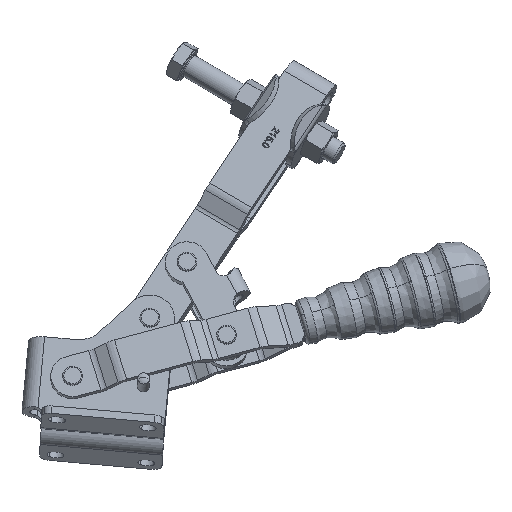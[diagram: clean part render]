
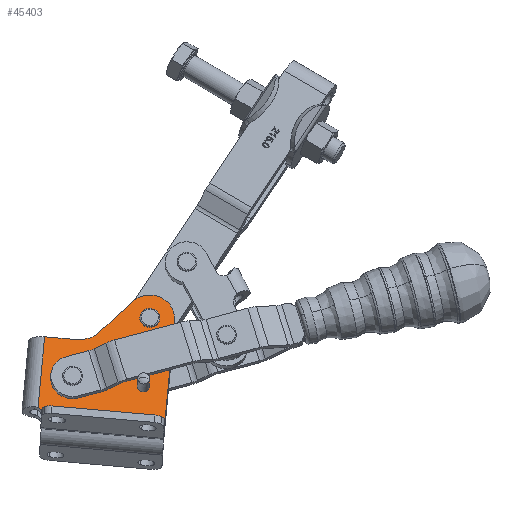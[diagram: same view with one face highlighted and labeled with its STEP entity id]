
A CAD part, front view. The second image highlights one B-rep face of the part: STEP entity #45403.
In plain terms, the highlighted planar face has unit normal (0.016, -0.935, 0.354).
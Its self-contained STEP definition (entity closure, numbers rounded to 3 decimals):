
#2499=CARTESIAN_POINT('',(-58.971,-51.769,73.163));
#2500=VERTEX_POINT('',#2499);
#2516=CARTESIAN_POINT('',(-52.972,-51.703,73.069));
#2517=VERTEX_POINT('',#2516);
#2524=CARTESIAN_POINT('',(-58.96,-51.687,73.378));
#2525=VERTEX_POINT('',#2524);
#2526=CARTESIAN_POINT('',(-55.972,-51.736,73.116));
#2527=DIRECTION('',(-0.016,0.935,-0.355));
#2528=DIRECTION('',(0.996,-0.016,-0.088));
#2529=AXIS2_PLACEMENT_3D('',#2526,#2527,#2528);
#2530=CIRCLE('',#2529,3.);
#2531=EDGE_CURVE('',#2525,#2517,#2530,.T.);
#2533=CARTESIAN_POINT('',(-55.972,-51.736,73.116));
#2534=DIRECTION('',(-0.016,0.935,-0.355));
#2535=DIRECTION('',(0.996,-0.016,-0.088));
#2536=AXIS2_PLACEMENT_3D('',#2533,#2534,#2535);
#2537=CIRCLE('',#2536,3.);
#2538=EDGE_CURVE('',#2500,#2525,#2537,.T.);
#3509=CARTESIAN_POINT('',(-97.03,-54.288,68.209));
#3510=VERTEX_POINT('',#3509);
#3519=CARTESIAN_POINT('',(-88.662,-54.489,67.306));
#3520=VERTEX_POINT('',#3519);
#3521=CARTESIAN_POINT('',(-91.741,-50.791,77.197));
#3522=DIRECTION('',(-0.016,0.935,-0.355));
#3523=DIRECTION('',(-0.481,-0.318,-0.817));
#3524=AXIS2_PLACEMENT_3D('',#3521,#3522,#3523);
#3525=CIRCLE('',#3524,11.);
#3526=EDGE_CURVE('',#3520,#3510,#3525,.T.);
#5284=CARTESIAN_POINT('',(-83.363,-42.954,97.492));
#5285=VERTEX_POINT('',#5284);
#5294=CARTESIAN_POINT('',(-77.885,-41.638,100.721));
#5295=VERTEX_POINT('',#5294);
#5296=CARTESIAN_POINT('',(-88.485,-38.031,110.703));
#5297=DIRECTION('',(0.016,-0.935,0.355));
#5298=DIRECTION('',(0.342,-0.328,-0.881));
#5299=AXIS2_PLACEMENT_3D('',#5296,#5297,#5298);
#5300=CIRCLE('',#5299,15.);
#5301=EDGE_CURVE('',#5285,#5295,#5300,.T.);
#5679=CARTESIAN_POINT('',(-107.947,-56.991,61.565));
#5680=VERTEX_POINT('',#5679);
#5689=CARTESIAN_POINT('',(-109.147,-56.665,62.477));
#5690=VERTEX_POINT('',#5689);
#5691=CARTESIAN_POINT('',(-111.012,-57.947,59.179));
#5692=DIRECTION('',(0.016,-0.935,0.355));
#5693=DIRECTION('',(0.766,0.239,0.596));
#5694=AXIS2_PLACEMENT_3D('',#5691,#5692,#5693);
#5695=CIRCLE('',#5694,4.0);
#5696=EDGE_CURVE('',#5680,#5690,#5695,.T.);
#8268=CARTESIAN_POINT('',(-57.404,-38.061,109.245));
#8269=VERTEX_POINT('',#8268);
#8294=CARTESIAN_POINT('',(-48.055,-39.18,105.877));
#8295=VERTEX_POINT('',#8294);
#8302=CARTESIAN_POINT('',(-52.729,-38.62,107.561));
#8303=DIRECTION('',(-0.016,0.935,-0.355));
#8304=DIRECTION('',(-0.935,0.112,0.337));
#8305=AXIS2_PLACEMENT_3D('',#8302,#8303,#8304);
#8306=CIRCLE('',#8305,5.);
#8307=EDGE_CURVE('',#8269,#8295,#8306,.T.);
#27780=CARTESIAN_POINT('',(-52.729,-38.62,107.561));
#27781=DIRECTION('',(-0.016,0.935,-0.355));
#27782=DIRECTION('',(-0.935,0.112,0.337));
#27783=AXIS2_PLACEMENT_3D('',#27780,#27781,#27782);
#27784=CIRCLE('',#27783,5.);
#27785=EDGE_CURVE('',#8295,#8269,#27784,.T.);
#45274=CARTESIAN_POINT('',(-45.669,-60.626,49.214));
#45275=DIRECTION('',(0.016,-0.935,0.355));
#45276=DIRECTION('',(-0.088,-0.354,-0.931));
#45277=AXIS2_PLACEMENT_3D('',#45274,#45275,#45276);
#45278=PLANE('',#45277);
#45279=CARTESIAN_POINT('',(-107.072,-58.19,58.363));
#45280=VERTEX_POINT('',#45279);
#45281=CARTESIAN_POINT('',(-45.318,-59.208,52.937));
#45282=VERTEX_POINT('',#45281);
#45283=CARTESIAN_POINT('',(-107.072,-58.19,58.363));
#45284=DIRECTION('',(0.996,-0.016,-0.088));
#45285=VECTOR('',#45284,62.);
#45286=LINE('',#45283,#45285);
#45287=EDGE_CURVE('',#45280,#45282,#45286,.T.);
#45288=ORIENTED_EDGE('',*,*,#45287,.T.);
#45289=CARTESIAN_POINT('',(-40.279,-38.826,106.467));
#45290=VERTEX_POINT('',#45289);
#45291=CARTESIAN_POINT('',(-45.318,-59.208,52.937));
#45292=DIRECTION('',(0.088,0.354,0.931));
#45293=VECTOR('',#45292,57.5);
#45294=LINE('',#45291,#45293);
#45295=EDGE_CURVE('',#45282,#45290,#45294,.T.);
#45296=ORIENTED_EDGE('',*,*,#45295,.T.);
#45297=CARTESIAN_POINT('',(-61.563,-35.615,115.879));
#45298=VERTEX_POINT('',#45297);
#45299=CARTESIAN_POINT('',(-52.729,-38.62,107.561));
#45300=DIRECTION('',(0.016,-0.935,0.355));
#45301=DIRECTION('',(0.996,-0.016,-0.088));
#45302=AXIS2_PLACEMENT_3D('',#45299,#45300,#45301);
#45303=CIRCLE('',#45302,12.5);
#45304=EDGE_CURVE('',#45290,#45298,#45303,.T.);
#45305=ORIENTED_EDGE('',*,*,#45304,.T.);
#45306=CARTESIAN_POINT('',(-61.563,-35.615,115.879));
#45307=DIRECTION('',(-0.707,-0.261,-0.657));
#45308=VECTOR('',#45307,23.075);
#45309=LINE('',#45306,#45308);
#45310=EDGE_CURVE('',#45298,#5295,#45309,.T.);
#45311=ORIENTED_EDGE('',*,*,#45310,.T.);
#45312=ORIENTED_EDGE('',*,*,#5301,.F.);
#45313=CARTESIAN_POINT('',(-89.8,-43.348,96.738));
#45314=VERTEX_POINT('',#45313);
#45315=CARTESIAN_POINT('',(-88.485,-38.031,110.703));
#45316=DIRECTION('',(0.016,-0.935,0.355));
#45317=DIRECTION('',(0.342,-0.328,-0.881));
#45318=AXIS2_PLACEMENT_3D('',#45315,#45316,#45317);
#45319=CIRCLE('',#45318,15.);
#45320=EDGE_CURVE('',#45314,#5285,#45319,.T.);
#45321=ORIENTED_EDGE('',*,*,#45320,.F.);
#45322=CARTESIAN_POINT('',(-105.789,-43.085,98.143));
#45323=VERTEX_POINT('',#45322);
#45324=CARTESIAN_POINT('',(-89.8,-43.348,96.738));
#45325=DIRECTION('',(-0.996,0.016,0.088));
#45326=VECTOR('',#45325,16.053);
#45327=LINE('',#45324,#45326);
#45328=EDGE_CURVE('',#45314,#45323,#45327,.T.);
#45329=ORIENTED_EDGE('',*,*,#45328,.T.);
#45330=CARTESIAN_POINT('',(-109.147,-56.665,62.477));
#45331=DIRECTION('',(0.088,0.354,0.931));
#45332=VECTOR('',#45331,38.312);
#45333=LINE('',#45330,#45332);
#45334=EDGE_CURVE('',#5690,#45323,#45333,.T.);
#45335=ORIENTED_EDGE('',*,*,#45334,.F.);
#45336=ORIENTED_EDGE('',*,*,#5696,.F.);
#45337=CARTESIAN_POINT('',(-107.028,-58.013,58.829));
#45338=VERTEX_POINT('',#45337);
#45339=CARTESIAN_POINT('',(-111.012,-57.947,59.179));
#45340=DIRECTION('',(0.016,-0.935,0.355));
#45341=DIRECTION('',(0.766,0.239,0.596));
#45342=AXIS2_PLACEMENT_3D('',#45339,#45340,#45341);
#45343=CIRCLE('',#45342,4.0);
#45344=EDGE_CURVE('',#45338,#5680,#45343,.T.);
#45345=ORIENTED_EDGE('',*,*,#45344,.F.);
#45346=CARTESIAN_POINT('',(-107.028,-58.013,58.829));
#45347=DIRECTION('',(-0.088,-0.354,-0.931));
#45348=VECTOR('',#45347,0.5);
#45349=LINE('',#45346,#45348);
#45350=EDGE_CURVE('',#45338,#45280,#45349,.T.);
#45351=ORIENTED_EDGE('',*,*,#45350,.T.);
#45352=EDGE_LOOP('',(#45288,#45296,#45305,#45311,#45312,#45321,#45329,#45335,#45336,#45345,#45351));
#45353=FACE_OUTER_BOUND('',#45352,.T.);
#45354=ORIENTED_EDGE('',*,*,#8307,.T.);
#45355=ORIENTED_EDGE('',*,*,#27785,.T.);
#45356=EDGE_LOOP('',(#45354,#45355));
#45357=FACE_BOUND('',#45356,.T.);
#45358=CARTESIAN_POINT('',(-94.82,-47.092,87.089));
#45359=VERTEX_POINT('',#45358);
#45360=CARTESIAN_POINT('',(-83.696,-45.778,90.06));
#45361=VERTEX_POINT('',#45360);
#45362=CARTESIAN_POINT('',(-94.82,-47.092,87.089));
#45363=DIRECTION('',(0.96,0.113,0.256));
#45364=VECTOR('',#45363,11.588);
#45365=LINE('',#45362,#45364);
#45366=EDGE_CURVE('',#45359,#45361,#45365,.T.);
#45367=ORIENTED_EDGE('',*,*,#45366,.T.);
#45368=CARTESIAN_POINT('',(-77.539,-53.176,70.277));
#45369=VERTEX_POINT('',#45368);
#45370=CARTESIAN_POINT('',(-83.696,-45.778,90.06));
#45371=DIRECTION('',(0.28,-0.336,-0.899));
#45372=VECTOR('',#45371,22.);
#45373=LINE('',#45370,#45372);
#45374=EDGE_CURVE('',#45361,#45369,#45373,.T.);
#45375=ORIENTED_EDGE('',*,*,#45374,.T.);
#45376=CARTESIAN_POINT('',(-77.539,-53.176,70.277));
#45377=DIRECTION('',(-0.96,-0.113,-0.256));
#45378=VECTOR('',#45377,11.588);
#45379=LINE('',#45376,#45378);
#45380=EDGE_CURVE('',#45369,#3520,#45379,.T.);
#45381=ORIENTED_EDGE('',*,*,#45380,.T.);
#45382=ORIENTED_EDGE('',*,*,#3526,.T.);
#45383=CARTESIAN_POINT('',(-91.741,-50.791,77.197));
#45384=DIRECTION('',(-0.016,0.935,-0.355));
#45385=DIRECTION('',(-0.481,-0.318,-0.817));
#45386=AXIS2_PLACEMENT_3D('',#45383,#45384,#45385);
#45387=CIRCLE('',#45386,11.);
#45388=EDGE_CURVE('',#3510,#45359,#45387,.T.);
#45389=ORIENTED_EDGE('',*,*,#45388,.T.);
#45390=EDGE_LOOP('',(#45367,#45375,#45381,#45382,#45389));
#45391=FACE_BOUND('',#45390,.T.);
#45392=ORIENTED_EDGE('',*,*,#2531,.T.);
#45393=CARTESIAN_POINT('',(-55.972,-51.736,73.116));
#45394=DIRECTION('',(-0.016,0.935,-0.355));
#45395=DIRECTION('',(0.996,-0.016,-0.088));
#45396=AXIS2_PLACEMENT_3D('',#45393,#45394,#45395);
#45397=CIRCLE('',#45396,3.);
#45398=EDGE_CURVE('',#2517,#2500,#45397,.T.);
#45399=ORIENTED_EDGE('',*,*,#45398,.T.);
#45400=ORIENTED_EDGE('',*,*,#2538,.T.);
#45401=EDGE_LOOP('',(#45392,#45399,#45400));
#45402=FACE_BOUND('',#45401,.T.);
#45403=ADVANCED_FACE('',(#45353,#45357,#45391,#45402),#45278,.T.);
